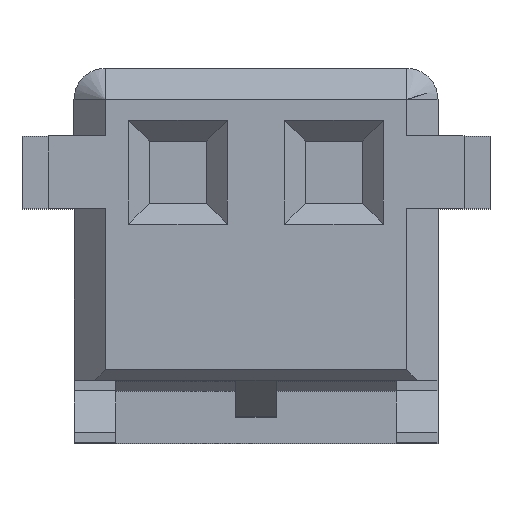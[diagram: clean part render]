
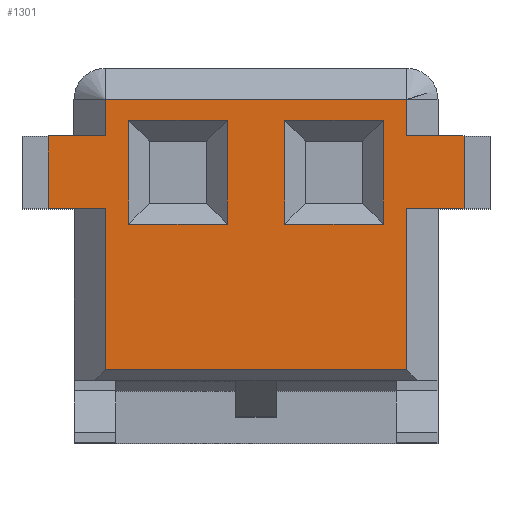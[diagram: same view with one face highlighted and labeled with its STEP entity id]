
A CAD part, top view. The second image highlights one B-rep face of the part: STEP entity #1301.
In plain terms, the highlighted planar face has unit normal (0, 0, 1).
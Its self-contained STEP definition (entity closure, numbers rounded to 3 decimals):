
#166=DIRECTION('',(1.,0.,0.));
#167=VECTOR('',#166,0.55);
#168=CARTESIAN_POINT('',(-2.,0.45,0.));
#169=LINE('',#168,#167);
#174=DIRECTION('',(1.,0.,0.));
#175=VECTOR('',#174,0.55);
#176=CARTESIAN_POINT('',(1.45,0.45,0.));
#177=LINE('',#176,#175);
#198=DIRECTION('',(1.,0.,0.));
#199=VECTOR('',#198,2.9);
#200=CARTESIAN_POINT('',(-1.45,-1.1,0.));
#201=LINE('',#200,#199);
#202=DIRECTION('',(0.,-1.,0.));
#203=VECTOR('',#202,1.);
#204=CARTESIAN_POINT('',(-0.275,1.3,0.));
#205=LINE('',#204,#203);
#206=DIRECTION('',(1.,0.,0.));
#207=VECTOR('',#206,0.95);
#208=CARTESIAN_POINT('',(-1.225,1.3,0.));
#209=LINE('',#208,#207);
#210=DIRECTION('',(0.,1.,0.));
#211=VECTOR('',#210,1.);
#212=CARTESIAN_POINT('',(-1.225,0.3,0.));
#213=LINE('',#212,#211);
#214=DIRECTION('',(-1.,0.,0.));
#215=VECTOR('',#214,0.95);
#216=CARTESIAN_POINT('',(-0.275,0.3,0.));
#217=LINE('',#216,#215);
#218=DIRECTION('',(0.,-1.,0.));
#219=VECTOR('',#218,1.);
#220=CARTESIAN_POINT('',(1.225,1.3,0.));
#221=LINE('',#220,#219);
#222=DIRECTION('',(1.,0.,0.));
#223=VECTOR('',#222,0.95);
#224=CARTESIAN_POINT('',(0.275,1.3,0.));
#225=LINE('',#224,#223);
#226=DIRECTION('',(0.,1.,0.));
#227=VECTOR('',#226,1.);
#228=CARTESIAN_POINT('',(0.275,0.3,0.));
#229=LINE('',#228,#227);
#230=DIRECTION('',(-1.,0.,0.));
#231=VECTOR('',#230,0.95);
#232=CARTESIAN_POINT('',(1.225,0.3,0.));
#233=LINE('',#232,#231);
#234=DIRECTION('',(0.,-1.,0.));
#235=VECTOR('',#234,0.35);
#236=CARTESIAN_POINT('',(-1.45,1.5,0.));
#237=LINE('',#236,#235);
#238=DIRECTION('',(-1.,0.,0.));
#239=VECTOR('',#238,2.9);
#240=CARTESIAN_POINT('',(1.45,1.5,0.));
#241=LINE('',#240,#239);
#242=DIRECTION('',(0.,1.,0.));
#243=VECTOR('',#242,0.35);
#244=CARTESIAN_POINT('',(1.45,1.15,0.));
#245=LINE('',#244,#243);
#246=DIRECTION('',(0.,-1.,0.));
#247=VECTOR('',#246,0.7);
#248=CARTESIAN_POINT('',(2.,1.15,0.));
#249=LINE('',#248,#247);
#250=DIRECTION('',(0.,1.,0.));
#251=VECTOR('',#250,1.55);
#252=CARTESIAN_POINT('',(1.45,-1.1,0.));
#253=LINE('',#252,#251);
#254=DIRECTION('',(0.,1.,0.));
#255=VECTOR('',#254,1.55);
#256=CARTESIAN_POINT('',(-1.45,-1.1,0.));
#257=LINE('',#256,#255);
#258=DIRECTION('',(0.,-1.,0.));
#259=VECTOR('',#258,0.7);
#260=CARTESIAN_POINT('',(-2.,1.15,0.));
#261=LINE('',#260,#259);
#430=DIRECTION('',(-1.,0.,0.));
#431=VECTOR('',#430,0.55);
#432=CARTESIAN_POINT('',(2.,1.15,0.));
#433=LINE('',#432,#431);
#454=DIRECTION('',(-1.,0.,0.));
#455=VECTOR('',#454,0.55);
#456=CARTESIAN_POINT('',(-1.45,1.15,0.));
#457=LINE('',#456,#455);
#962=CARTESIAN_POINT('',(2.,1.15,0.));
#963=VERTEX_POINT('',#962);
#970=CARTESIAN_POINT('',(-2.,1.15,0.));
#972=VERTEX_POINT('',#970);
#974=CARTESIAN_POINT('',(2.,0.45,0.));
#975=VERTEX_POINT('',#974);
#976=CARTESIAN_POINT('',(-2.,0.45,0.));
#977=VERTEX_POINT('',#976);
#1022=CARTESIAN_POINT('',(-0.275,1.3,0.));
#1023=CARTESIAN_POINT('',(-0.275,0.3,0.));
#1024=VERTEX_POINT('',#1022);
#1025=VERTEX_POINT('',#1023);
#1030=CARTESIAN_POINT('',(-1.225,0.3,0.));
#1031=VERTEX_POINT('',#1030);
#1036=CARTESIAN_POINT('',(-1.225,1.3,0.));
#1037=VERTEX_POINT('',#1036);
#1042=CARTESIAN_POINT('',(-1.45,1.5,0.));
#1043=CARTESIAN_POINT('',(-1.45,1.15,0.));
#1044=VERTEX_POINT('',#1042);
#1045=VERTEX_POINT('',#1043);
#1048=CARTESIAN_POINT('',(1.45,1.5,0.));
#1049=VERTEX_POINT('',#1048);
#1054=CARTESIAN_POINT('',(1.45,1.15,0.));
#1055=VERTEX_POINT('',#1054);
#1058=CARTESIAN_POINT('',(1.45,-1.1,0.));
#1060=VERTEX_POINT('',#1058);
#1062=CARTESIAN_POINT('',(-1.45,-1.1,0.));
#1064=VERTEX_POINT('',#1062);
#1070=CARTESIAN_POINT('',(1.45,0.45,0.));
#1071=VERTEX_POINT('',#1070);
#1072=CARTESIAN_POINT('',(-1.45,0.45,0.));
#1073=VERTEX_POINT('',#1072);
#1103=CARTESIAN_POINT('',(0.275,1.3,0.));
#1105=VERTEX_POINT('',#1103);
#1107=CARTESIAN_POINT('',(0.275,0.3,0.));
#1109=VERTEX_POINT('',#1107);
#1111=CARTESIAN_POINT('',(1.225,0.3,0.));
#1113=VERTEX_POINT('',#1111);
#1115=CARTESIAN_POINT('',(1.225,1.3,0.));
#1117=VERTEX_POINT('',#1115);
#1255=CARTESIAN_POINT('',(-2.25,1.8,0.));
#1256=DIRECTION('',(0.,0.,1.));
#1257=DIRECTION('',(0.,-1.,0.));
#1258=AXIS2_PLACEMENT_3D('',#1255,#1256,#1257);
#1259=PLANE('',#1258);
#1261=ORIENTED_EDGE('',*,*,#1260,.F.);
#1263=ORIENTED_EDGE('',*,*,#1262,.F.);
#1265=ORIENTED_EDGE('',*,*,#1264,.F.);
#1267=ORIENTED_EDGE('',*,*,#1266,.F.);
#1269=ORIENTED_EDGE('',*,*,#1268,.T.);
#1270=ORIENTED_EDGE('',*,*,#1194,.F.);
#1271=ORIENTED_EDGE('',*,*,#1245,.F.);
#1272=ORIENTED_EDGE('',*,*,#1234,.F.);
#1273=ORIENTED_EDGE('',*,*,#1219,.T.);
#1274=ORIENTED_EDGE('',*,*,#1180,.F.);
#1276=ORIENTED_EDGE('',*,*,#1275,.F.);
#1278=ORIENTED_EDGE('',*,*,#1277,.F.);
#1279=EDGE_LOOP('',(#1261,#1263,#1265,#1267,#1269,#1270,#1271,#1272,#1273,#1274,
#1276,#1278));
#1280=FACE_OUTER_BOUND('',#1279,.F.);
#1282=ORIENTED_EDGE('',*,*,#1281,.F.);
#1284=ORIENTED_EDGE('',*,*,#1283,.F.);
#1286=ORIENTED_EDGE('',*,*,#1285,.F.);
#1288=ORIENTED_EDGE('',*,*,#1287,.F.);
#1289=EDGE_LOOP('',(#1282,#1284,#1286,#1288));
#1290=FACE_BOUND('',#1289,.F.);
#1292=ORIENTED_EDGE('',*,*,#1291,.F.);
#1294=ORIENTED_EDGE('',*,*,#1293,.F.);
#1296=ORIENTED_EDGE('',*,*,#1295,.F.);
#1298=ORIENTED_EDGE('',*,*,#1297,.F.);
#1299=EDGE_LOOP('',(#1292,#1294,#1296,#1298));
#1300=FACE_BOUND('',#1299,.F.);
#1180=EDGE_CURVE('',#977,#1073,#169,.T.);
#1194=EDGE_CURVE('',#1071,#975,#177,.T.);
#1219=EDGE_CURVE('',#1064,#1073,#257,.T.);
#1234=EDGE_CURVE('',#1064,#1060,#201,.T.);
#1245=EDGE_CURVE('',#1060,#1071,#253,.T.);
#1260=EDGE_CURVE('',#1044,#1045,#237,.T.);
#1262=EDGE_CURVE('',#1049,#1044,#241,.T.);
#1264=EDGE_CURVE('',#1055,#1049,#245,.T.);
#1266=EDGE_CURVE('',#963,#1055,#433,.T.);
#1268=EDGE_CURVE('',#963,#975,#249,.T.);
#1275=EDGE_CURVE('',#972,#977,#261,.T.);
#1277=EDGE_CURVE('',#1045,#972,#457,.T.);
#1281=EDGE_CURVE('',#1117,#1113,#221,.T.);
#1283=EDGE_CURVE('',#1105,#1117,#225,.T.);
#1285=EDGE_CURVE('',#1109,#1105,#229,.T.);
#1287=EDGE_CURVE('',#1113,#1109,#233,.T.);
#1291=EDGE_CURVE('',#1024,#1025,#205,.T.);
#1293=EDGE_CURVE('',#1037,#1024,#209,.T.);
#1295=EDGE_CURVE('',#1031,#1037,#213,.T.);
#1297=EDGE_CURVE('',#1025,#1031,#217,.T.);
#1301=ADVANCED_FACE('',(#1280,#1290,#1300),#1259,.T.);
